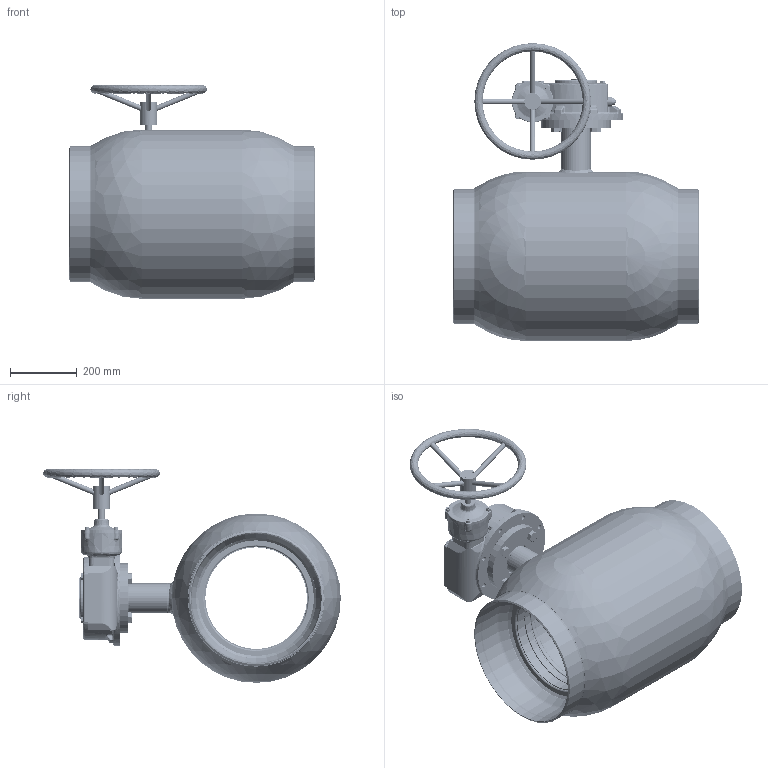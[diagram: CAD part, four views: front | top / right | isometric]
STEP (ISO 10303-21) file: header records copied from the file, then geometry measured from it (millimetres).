
FILE_DESCRIPTION (( 'STEP AP214' ), '1' );
FILE_NAME ('8501225400 480.STEP', '2021-04-12T09:03:13', ( '' ), ( '' ), 'SwSTEP 2.0', 'SolidWorks 2019', '' );
FILE_SCHEMA (( 'AUTOMOTIVE_DESIGN' ));
Length unit declared in the file: millimetre
Products named in the file (41): 352585_PRESSED; 100572; 320995; 352580; Part2^8501225400A; 600607_L1=28,5; 352581_CUT OFF; 8501225400 000; 320475; 352960_SK574104; 600518; 320110; Welding a5^352580; 320055_Alternative slot construction; 320430; 320220; Part1^8501225400A; 600500; 330270; 819240_819240; 330210_320210; 330230; 600488; hex screw gradeab_din_DIN EN 24017 - M20 x 40-C; 320120; 600486; 330212_320212 PRESSED; 8501225400A; weld^352580; WELD_320212a8; 500526; 330280; 8501225400 480; 352590; 600484; Weld^330270; 600589; 330211_320211 PRESSED
Assembly tree (146 placements, depth 7):
  Part1^8501225400A
  8501225400 480
    8501225400 000
      8501225400A
        330210_320210
          330211_320211 PRESSED
            330212_320212 PRESSED
              320220
              330230
              WELD_320212a8
            600518
            600484  x2
            600486
            320055_Alternative slot construction
            320475
            330270
              330280
              320995
              Weld^330270
        352590
          352580
            352581_CUT OFF
              352585_PRESSED
            352960_SK574104
            Welding a5^352580
            weld^352580
          600607_L1=28,5  x48
          320120
          320110
          600488
        500526  x2
        819240_819240
        320430
        100572
        600500
        352590
          352580
            352581_CUT OFF
              352585_PRESSED
            352960_SK574104
            Welding a5^352580
            weld^352580
          600607_L1=28,5  x48
          320120
          320110
          600488
        Part2^8501225400A
    hex screw gradeab_din_DIN EN 24017 - M20 x 40-C  x4
    600589
Bounding box: 735.85 x 893 x 641 mm (x, y, z)
Volume: 31861189.3 mm3; surface area: 6624145.2 mm2
Topology: 138 solids, 138 shells, 3770 faces, 8376 edges, 4976 vertices
Faces by surface type: bspline 1396, plane 1082, cylinder 623, cone 379, torus 280, sphere 10
Entity records: 71733 total; most frequent: CARTESIAN_POINT 29929, DIRECTION 8541, ORIENTED_EDGE 8244, EDGE_CURVE 4122, AXIS2_PLACEMENT_3D 3410, VERTEX_POINT 2518, EDGE_LOOP 1976, FACE_OUTER_BOUND 1781
